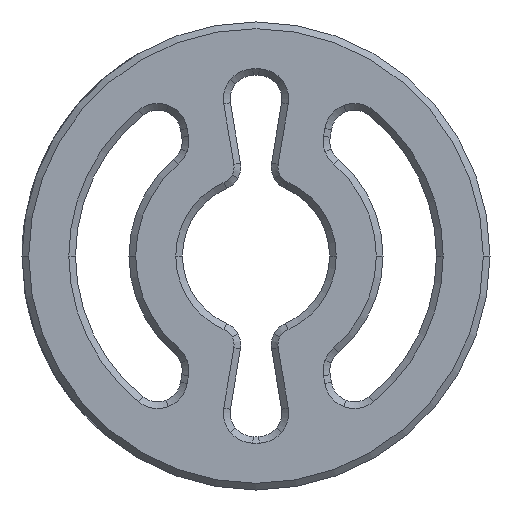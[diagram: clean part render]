
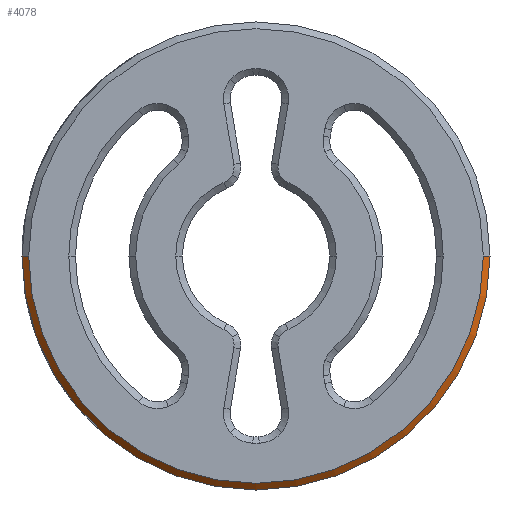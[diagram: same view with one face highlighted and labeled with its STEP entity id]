
A CAD part, front view. The second image highlights one B-rep face of the part: STEP entity #4078.
In plain terms, the highlighted conical face has half-angle 45 degrees and reference radius 3.45 mm.
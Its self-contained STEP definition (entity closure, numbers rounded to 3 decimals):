
#27 = DIRECTION ( 'NONE',  ( 1., 0., 0. ) ) ;
#38 = CARTESIAN_POINT ( 'NONE',  ( 0., 0.05, 0. ) ) ;
#74 = EDGE_CURVE ( 'NONE', #7344, #7839, #6564, .T. ) ;
#85 = CONICAL_SURFACE ( 'NONE', #1017, 3.45, 0.785 ) ;
#143 = EDGE_CURVE ( 'NONE', #7839, #5239, #5985, .T. ) ;
#177 = DIRECTION ( 'NONE',  ( 1., 0., 0. ) ) ;
#713 = AXIS2_PLACEMENT_3D ( 'NONE', #6302, #4478, #177 ) ;
#772 = CARTESIAN_POINT ( 'NONE',  ( 0., 0.1, 0. ) ) ;
#976 = CARTESIAN_POINT ( 'NONE',  ( -3.5, 0.1, 0. ) ) ;
#1017 = AXIS2_PLACEMENT_3D ( 'NONE', #38, #4217, #4251 ) ;
#1223 = DIRECTION ( 'NONE',  ( 0.707, 0.707, 0. ) ) ;
#1227 = DIRECTION ( 'NONE',  ( 0., -1., 0. ) ) ;
#1783 = AXIS2_PLACEMENT_3D ( 'NONE', #772, #1227, #27 ) ;
#1803 = FACE_OUTER_BOUND ( 'NONE', #5911, .T. ) ;
#1824 = CARTESIAN_POINT ( 'NONE',  ( 3.45, 0.05, 0. ) ) ;
#1858 = LINE ( 'NONE', #1824, #6178 ) ;
#2156 = VECTOR ( 'NONE', #6604, 1000. ) ;
#2488 = ORIENTED_EDGE ( 'NONE', *, *, #6760, .F. ) ;
#2572 = EDGE_CURVE ( 'NONE', #3867, #7344, #3144, .T. ) ;
#3018 = CARTESIAN_POINT ( 'NONE',  ( 3.5, 0.1, 0. ) ) ;
#3144 = CIRCLE ( 'NONE', #713, 3.4 ) ;
#3867 = VERTEX_POINT ( 'NONE', #4472 ) ;
#4078 = ADVANCED_FACE ( 'NONE', ( #1803 ), #85, .T. ) ;
#4217 = DIRECTION ( 'NONE',  ( 0., 1., 0. ) ) ;
#4251 = DIRECTION ( 'NONE',  ( 1., 0., 0. ) ) ;
#4472 = CARTESIAN_POINT ( 'NONE',  ( 3.4, 0., 0. ) ) ;
#4478 = DIRECTION ( 'NONE',  ( 0., 1., 0. ) ) ;
#4744 = CARTESIAN_POINT ( 'NONE',  ( -3.45, 0.05, 0. ) ) ;
#5193 = ORIENTED_EDGE ( 'NONE', *, *, #2572, .T. ) ;
#5239 = VERTEX_POINT ( 'NONE', #3018 ) ;
#5911 = EDGE_LOOP ( 'NONE', ( #5193, #6882, #7411, #2488 ) ) ;
#5985 = CIRCLE ( 'NONE', #1783, 3.5 ) ;
#6178 = VECTOR ( 'NONE', #1223, 1000. ) ;
#6253 = CARTESIAN_POINT ( 'NONE',  ( -3.4, 0., 0. ) ) ;
#6302 = CARTESIAN_POINT ( 'NONE',  ( 0., 0., 0. ) ) ;
#6564 = LINE ( 'NONE', #4744, #2156 ) ;
#6604 = DIRECTION ( 'NONE',  ( -0.707, 0.707, 0. ) ) ;
#6760 = EDGE_CURVE ( 'NONE', #3867, #5239, #1858, .T. ) ;
#6882 = ORIENTED_EDGE ( 'NONE', *, *, #74, .T. ) ;
#7344 = VERTEX_POINT ( 'NONE', #6253 ) ;
#7411 = ORIENTED_EDGE ( 'NONE', *, *, #143, .T. ) ;
#7839 = VERTEX_POINT ( 'NONE', #976 ) ;
